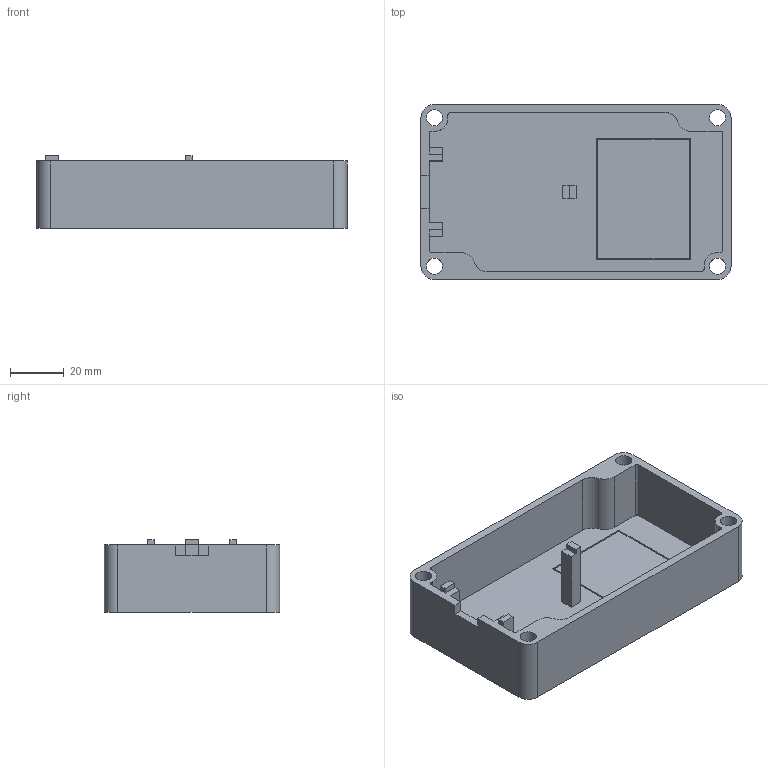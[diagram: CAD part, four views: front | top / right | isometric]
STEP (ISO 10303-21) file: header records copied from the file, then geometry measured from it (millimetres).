
FILE_DESCRIPTION(('FreeCAD Model'),'2;1');
FILE_NAME('Open CASCADE Shape Model','2025-05-31T17:02:20',(''),(''), 'Open CASCADE STEP processor 7.8','FreeCAD','Unknown');
FILE_SCHEMA(('AUTOMOTIVE_DESIGN { 1 0 10303 214 1 1 1 1 }'));
Length unit declared in the file: millimetre
Products named in the file (1): case
Bounding box: 115 x 65 x 27 mm (x, y, z)
Volume: 44611.7 mm3; surface area: 33996.9 mm2
Topology: 1 solids, 1 shells, 71 faces, 196 edges, 130 vertices
Faces by surface type: plane 51, cylinder 18, bspline 2
Full cylindrical faces by diameter (mm): 6 x4
Entity records: 2392 total; most frequent: CARTESIAN_POINT 526, ORIENTED_EDGE 392, DIRECTION 364, EDGE_CURVE 196, LINE 152, VECTOR 152, VERTEX_POINT 130, AXIS2_PLACEMENT_3D 106
